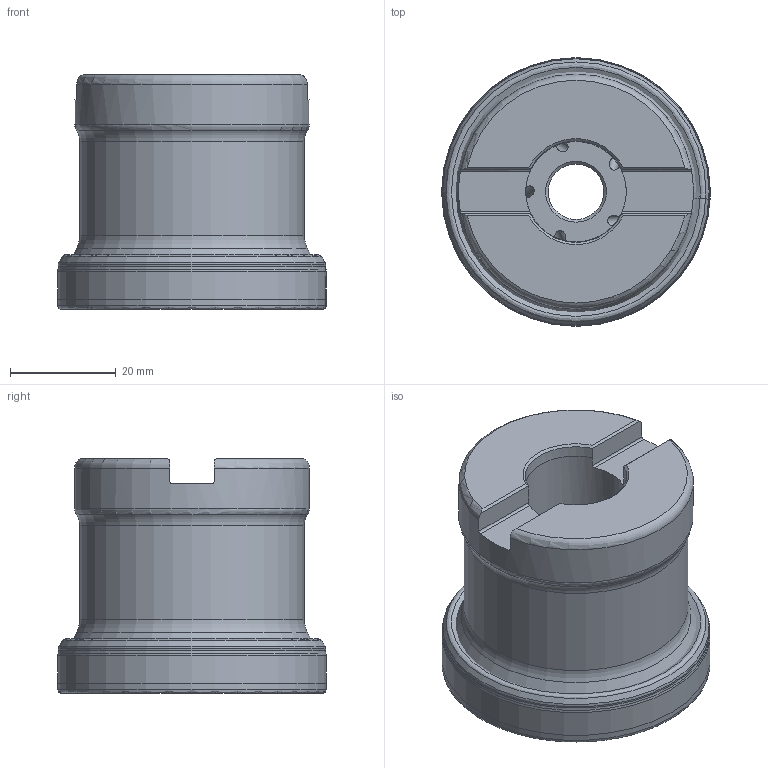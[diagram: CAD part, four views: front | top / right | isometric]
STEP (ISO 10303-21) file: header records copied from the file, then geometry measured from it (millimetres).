
FILE_DESCRIPTION(/* description */ (''),/* implementation_level */ '2;1');
FILE_NAME(/* name */ 'E-CATALOG-F90-TP11-D200Z5S075I.stp',/* time_stamp */ '2023-10-18T10:59:52+09:00',/* author */ (''),/* organization */ (''),/* preprocessor_version */ 'ST-DEVELOPER v16',/* originating_system */ 'SIEMENS PLM Software NX 10.0',/* authorisation */ '');
FILE_SCHEMA (('AP203_CONFIGURATION_CONTROLLED_3D_DESIGN_OF_MECHANICAL_PARTS_AND_ASSEMBLIES_MIM_LF { 1 0 10303 403 2 1 2}'));
Length unit declared in the file: millimetre
Products named in the file (1): 10225314C5E0pbw1
Bounding box: 50.87 x 50.87 x 44.47 mm (x, y, z)
Volume: 55409.2 mm3; surface area: 17042.1 mm2
Topology: 2 solids, 3 shells, 171 faces, 477 edges, 325 vertices
Faces by surface type: bspline 42, cylinder 39, plane 34, torus 23, revolution 23, cone 10
Full cylindrical faces by diameter (mm): 2 x5, 2.4 x5, 4.008 x1, 10.5 x1, 16 x1, 19.05 x1, 20.05 x1, 42.45 x1, 44.45 x1
Entity records: 7592 total; most frequent: CARTESIAN_POINT 3964, ORIENTED_EDGE 734, DIRECTION 618, EDGE_CURVE 367, AXIS2_PLACEMENT_3D 266, VERTEX_POINT 253, EDGE_LOOP 238, B_SPLINE_CURVE_WITH_KNOTS 192
